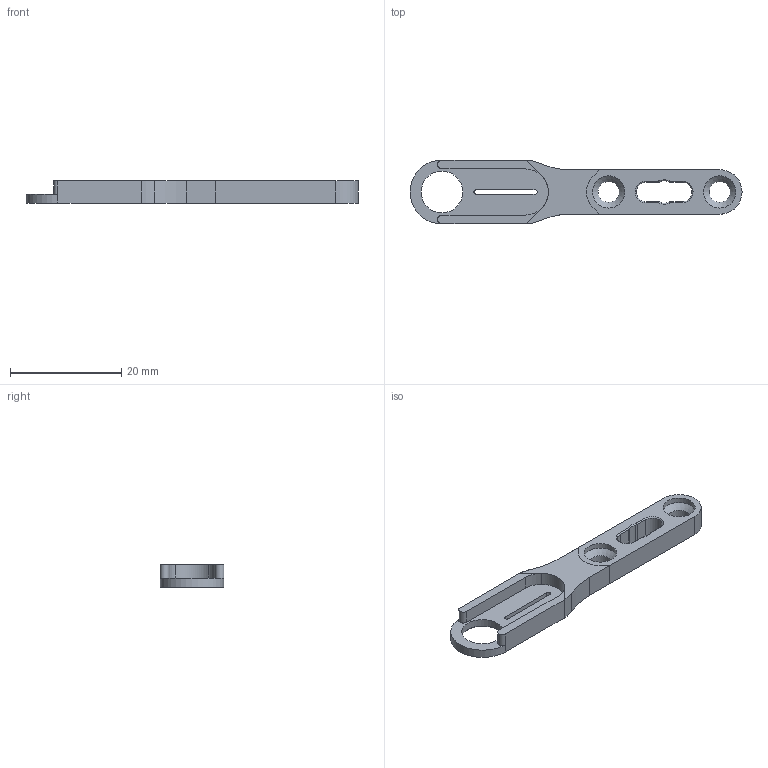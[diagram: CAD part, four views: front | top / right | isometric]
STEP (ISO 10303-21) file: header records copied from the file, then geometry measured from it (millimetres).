
FILE_DESCRIPTION(('STEP AP203'), '1');
FILE_NAME('ﾐ飼璢 ⅰ粽萵 V2', '2025-02-16T17:22:50', ('NewTToNN'), (''), 'C3D Converter', 'C3D Toolkit', '');
FILE_SCHEMA(('CONFIG_CONTROL_DESIGN'));
Length unit declared in the file: millimetre
Products named in the file (3): -04
Assembly tree (3 placements, depth 3):
  (unnamed)
    -04  x2
      (unnamed)
Bounding box: 59.75 x 11.5 x 4 mm (x, y, z)
Volume: 1632.3 mm3; surface area: 2075.7 mm2
Topology: 2 solids, 2 shells, 82 faces, 202 edges, 124 vertices
Faces by surface type: plane 31, cylinder 30, cone 21
Full cylindrical faces by diameter (mm): 3.8 x2, 5.8 x2, 7.5 x1
Entity records: 2701 total; most frequent: DIRECTION 444, CARTESIAN_POINT 402, ORIENTED_EDGE 384, EDGE_CURVE 192, AXIS2_PLACEMENT_3D 166, VERTEX_POINT 124, LINE 112, VECTOR 112
